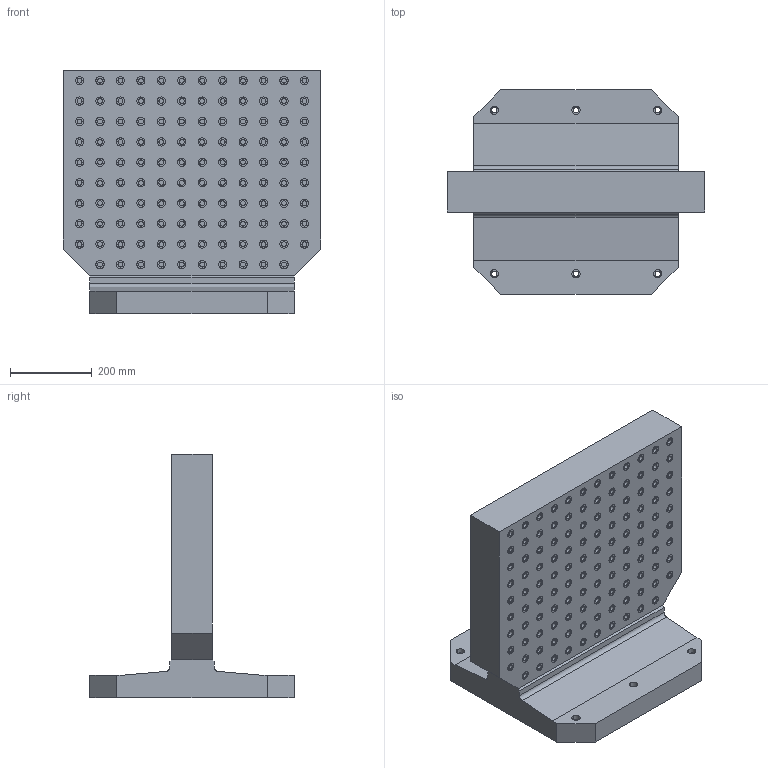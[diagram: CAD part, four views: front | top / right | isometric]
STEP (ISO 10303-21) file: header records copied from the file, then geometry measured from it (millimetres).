
FILE_DESCRIPTION(('STEP AP214'),'1');
FILE_NAME(' ',' ',('TraceParts'),('TraceParts S.A.'),'XStep 1.0',' ',' ');
FILE_SCHEMA(('automotive_design'));
Length unit declared in the file: millimetre
Products named in the file (1): 1
Bounding box: 630 x 500 x 595 mm (x, y, z)
Volume: 46021407.5 mm3; surface area: 1696785.6 mm2
Topology: 1 solids, 1 shells, 1481 faces, 2990 edges, 1992 vertices
Faces by surface type: cylinder 976, plane 505
Entity records: 76490 total; most frequent: DIRECTION 7906, STYLED_ITEM 6464, PRESENTATION_STYLE_ASSIGNMENT 6464, CARTESIAN_POINT 6464, COLOUR_RGB 6464, ORIENTED_EDGE 5980, AXIS2_PLACEMENT_3D 3434, EDGE_CURVE 2990
